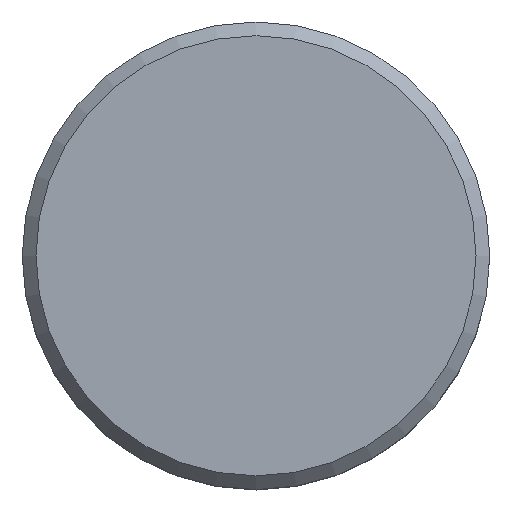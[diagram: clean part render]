
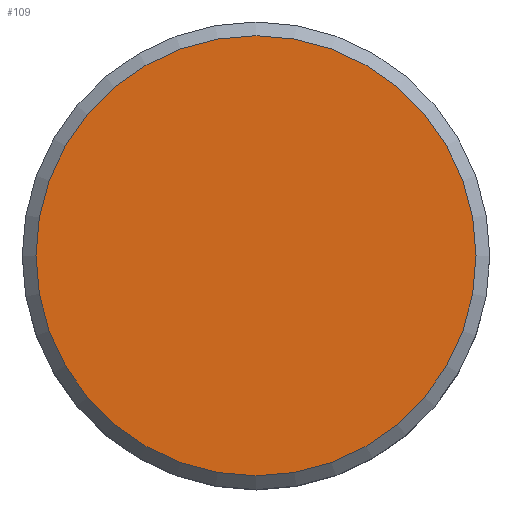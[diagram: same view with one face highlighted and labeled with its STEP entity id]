
A CAD part, top view. The second image highlights one B-rep face of the part: STEP entity #109.
In plain terms, the highlighted planar face has unit normal (0, 0, 1).
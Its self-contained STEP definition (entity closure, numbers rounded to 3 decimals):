
#20=PLANE('',#139);
#28=FACE_OUTER_BOUND('',#36,.T.);
#36=EDGE_LOOP('',(#96));
#52=CIRCLE('',#134,8.);
#60=VERTEX_POINT('',#195);
#70=EDGE_CURVE('',#60,#60,#52,.T.);
#96=ORIENTED_EDGE('',*,*,#70,.F.);
#109=ADVANCED_FACE('',(#28),#20,.T.);
#134=AXIS2_PLACEMENT_3D('',#196,#163,#164);
#139=AXIS2_PLACEMENT_3D('',#206,#175,#176);
#163=DIRECTION('center_axis',(0.,0.,-1.));
#164=DIRECTION('ref_axis',(-1.,0.,0.));
#175=DIRECTION('center_axis',(0.,0.,1.));
#176=DIRECTION('ref_axis',(1.,0.,0.));
#195=CARTESIAN_POINT('',(8.,0.,9.));
#196=CARTESIAN_POINT('Origin',(0.,0.,9.));
#206=CARTESIAN_POINT('Origin',(0.,0.,9.));
